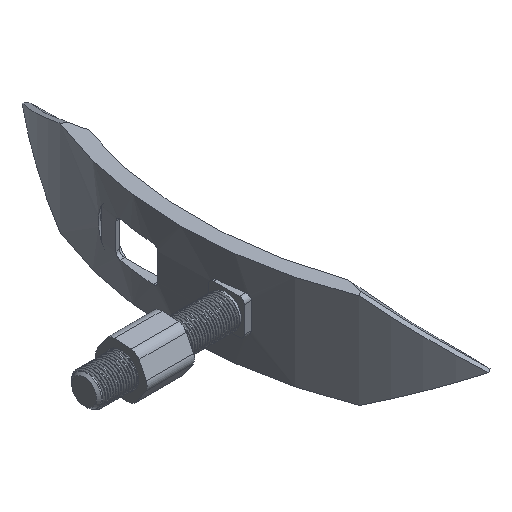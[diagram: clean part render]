
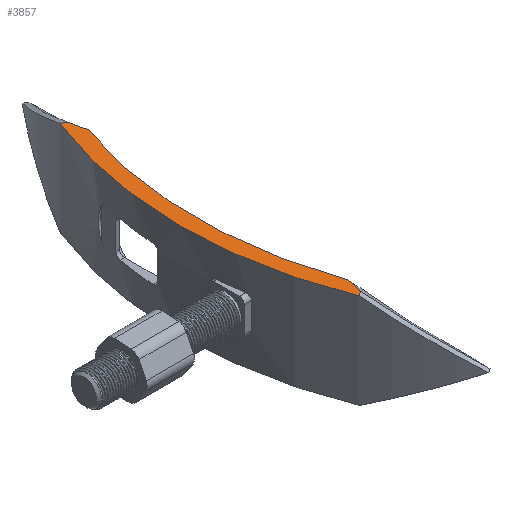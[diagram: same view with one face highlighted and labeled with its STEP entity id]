
A CAD part, isometric view. The second image highlights one B-rep face of the part: STEP entity #3857.
In plain terms, the highlighted face is planar.
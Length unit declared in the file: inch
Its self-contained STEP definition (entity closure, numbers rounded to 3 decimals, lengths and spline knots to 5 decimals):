
#257=PLANE('',#4135);
#310=LINE('',#5574,#549);
#311=LINE('',#5588,#550);
#549=VECTOR('',#4472,0.1233);
#550=VECTOR('',#4473,0.1233);
#790=FACE_OUTER_BOUND('',#1015,.T.);
#1015=EDGE_LOOP('',(#2515,#2516,#2517,#2518,#2519,#2520));
#1249=B_SPLINE_CURVE_WITH_KNOTS('',3,(#5575,#5576,#5577,#5578,#5579,#5580),
 .UNSPECIFIED.,.F.,.F.,(4,2,4),(0.,0.44806,0.89461),
 .UNSPECIFIED.);
#1250=B_SPLINE_CURVE_WITH_KNOTS('',3,(#5582,#5583,#5584,#5585,#5586,#5587),
 .UNSPECIFIED.,.F.,.F.,(4,2,4),(0.,0.44672,0.89494),
 .UNSPECIFIED.);
#1349=CIRCLE('',#4107,8.16817);
#1360=CIRCLE('',#4129,8.48067);
#1410=VERTEX_POINT('',#5201);
#1411=VERTEX_POINT('',#5202);
#1442=VERTEX_POINT('',#5478);
#1443=VERTEX_POINT('',#5480);
#1457=VERTEX_POINT('',#5573);
#1458=VERTEX_POINT('',#5581);
#1820=EDGE_CURVE('',#1410,#1411,#1349,.T.);
#1860=EDGE_CURVE('',#1442,#1443,#1360,.T.);
#1877=EDGE_CURVE('',#1442,#1457,#310,.T.);
#1878=EDGE_CURVE('',#1457,#1411,#1249,.T.);
#1879=EDGE_CURVE('',#1410,#1458,#1250,.T.);
#1880=EDGE_CURVE('',#1458,#1443,#311,.T.);
#2515=ORIENTED_EDGE('',*,*,#1877,.T.);
#2516=ORIENTED_EDGE('',*,*,#1878,.T.);
#2517=ORIENTED_EDGE('',*,*,#1820,.F.);
#2518=ORIENTED_EDGE('',*,*,#1879,.T.);
#2519=ORIENTED_EDGE('',*,*,#1880,.T.);
#2520=ORIENTED_EDGE('',*,*,#1860,.F.);
#3857=ADVANCED_FACE('',(#790),#257,.F.);
#4107=AXIS2_PLACEMENT_3D('',#5203,#4395,#4396);
#4129=AXIS2_PLACEMENT_3D('',#5481,#4453,#4454);
#4135=AXIS2_PLACEMENT_3D('',#5572,#4470,#4471);
#4395=DIRECTION('center_axis',(0.,-1.,0.));
#4396=DIRECTION('ref_axis',(0.,0.,1.));
#4453=DIRECTION('center_axis',(0.,1.,0.));
#4454=DIRECTION('ref_axis',(0.,0.,1.));
#4470=DIRECTION('center_axis',(0.,1.,0.));
#4471=DIRECTION('ref_axis',(0.,0.,1.));
#4472=DIRECTION('',(0.58,0.,-0.814));
#4473=DIRECTION('',(0.58,0.,0.814));
#5201=CARTESIAN_POINT('',(2.7381,0.,7.69558));
#5202=CARTESIAN_POINT('',(-2.7381,0.,7.69558));
#5203=CARTESIAN_POINT('Origin',(0.,0.,0.));
#5478=CARTESIAN_POINT('',(-3.15349,0.,7.87257));
#5480=CARTESIAN_POINT('',(3.15349,0.,7.87257));
#5481=CARTESIAN_POINT('Origin',(0.,0.,0.));
#5572=CARTESIAN_POINT('Origin',(0.,0.,0.));
#5573=CARTESIAN_POINT('',(-3.08195,0.,7.77215));
#5574=CARTESIAN_POINT('',(-3.15349,0.,7.87257));
#5575=CARTESIAN_POINT('Ctrl Pts',(-3.08195,0.,
7.77215));
#5576=CARTESIAN_POINT('Ctrl Pts',(-3.02436,0.,
7.76029));
#5577=CARTESIAN_POINT('Ctrl Pts',(-2.96685,0.,
7.74797));
#5578=CARTESIAN_POINT('Ctrl Pts',(-2.85223,0.,
7.72244));
#5579=CARTESIAN_POINT('Ctrl Pts',(-2.79511,0.,
7.70924));
#5580=CARTESIAN_POINT('Ctrl Pts',(-2.7381,0.,
7.69558));
#5581=CARTESIAN_POINT('',(3.08195,0.,7.77215));
#5582=CARTESIAN_POINT('Ctrl Pts',(2.7381,0.,
7.69558));
#5583=CARTESIAN_POINT('Ctrl Pts',(2.79511,0.,
7.70924));
#5584=CARTESIAN_POINT('Ctrl Pts',(2.85223,0.,
7.72244));
#5585=CARTESIAN_POINT('Ctrl Pts',(2.96685,0.,
7.74797));
#5586=CARTESIAN_POINT('Ctrl Pts',(3.02435,0.,
7.76029));
#5587=CARTESIAN_POINT('Ctrl Pts',(3.08195,0.,
7.77215));
#5588=CARTESIAN_POINT('',(3.08195,0.,7.77215));
